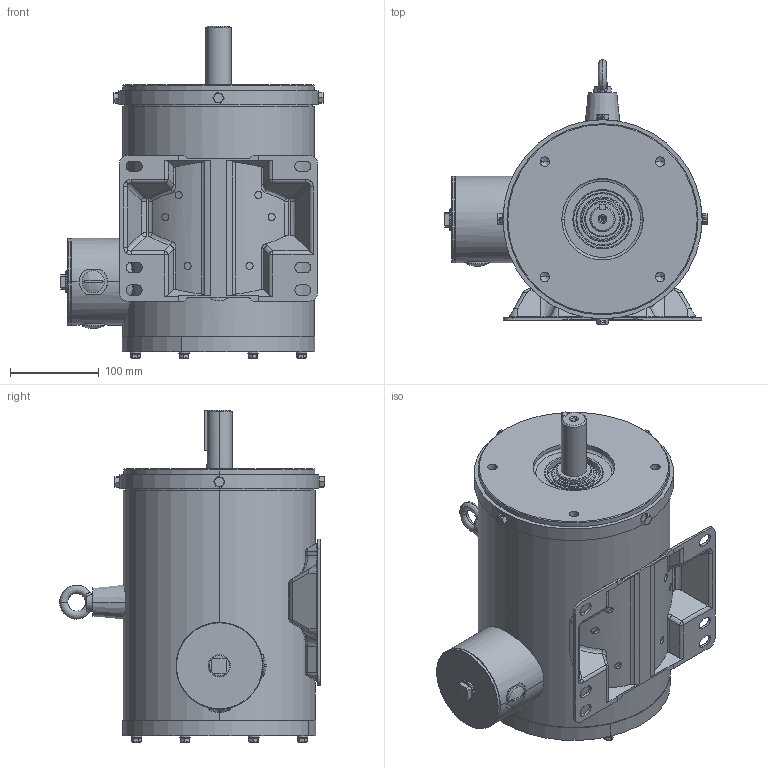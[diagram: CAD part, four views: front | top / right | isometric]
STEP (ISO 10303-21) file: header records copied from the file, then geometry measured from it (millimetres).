
FILE_DESCRIPTION (( 'STEP AP214' ), '1' );
FILE_NAME ('E(MTSN-003-3BD18-18) nc RED1 coord fxt.STEP', '2022-04-12T13:05:39', ( '' ), ( '' ), 'SwSTEP 2.0', 'SolidWorks 2021', '' );
FILE_SCHEMA (( 'AUTOMOTIVE_DESIGN' ));
Length unit declared in the file: inch
Products named in the file (1): E(MTSN-003-3BD18-18) nc RED1 coord fxt
Bounding box: 296.96 x 298.94 x 375.05 mm (x, y, z)
Volume: 2029607.9 mm3; surface area: 863944.8 mm2
Topology: 30 solids, 30 shells, 1134 faces, 2747 edges, 1685 vertices
Faces by surface type: cylinder 465, plane 301, bspline 248, cone 120
Entity records: 55448 total; most frequent: CARTESIAN_POINT 30176, ORIENTED_EDGE 5414, DIRECTION 4855, EDGE_CURVE 2707, AXIS2_PLACEMENT_3D 1906, VERTEX_POINT 1685, EDGE_LOOP 1272, FACE_OUTER_BOUND 1134
